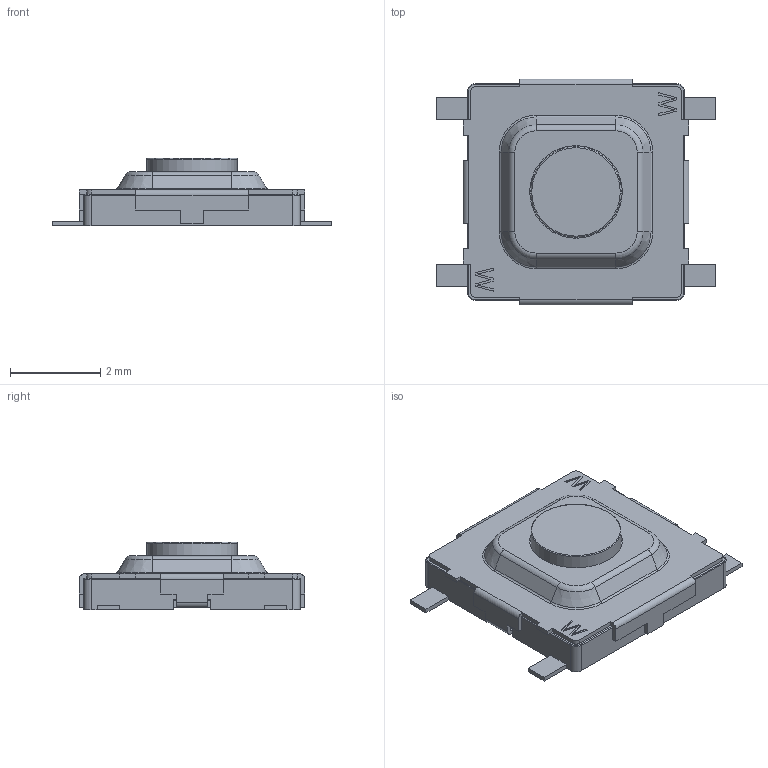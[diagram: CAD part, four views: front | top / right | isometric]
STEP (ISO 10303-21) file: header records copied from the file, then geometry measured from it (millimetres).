
FILE_DESCRIPTION(/* description */ ('Unknown'),/* implementation_level */ '2;1');
FILE_NAME(/* name */ '4311x10158x6',/* time_stamp */ '2021-06-09T20:17:40+02:00',/* author */ ('Unknown'),/* organization */ ('Unknown'),/* preprocessor_version */ 'ST-DEVELOPER v16.7',/* originating_system */ 'Solid Edge',/* authorisation */ 'Unknown');
FILE_SCHEMA (('AUTOMOTIVE_DESIGN {1 0 10303 214 3 1 1}'));
Length unit declared in the file: millimetre
Products named in the file (4): 4311x10158x6; frame; cover; pins
Assembly tree (3 placements, depth 2):
  4311x10158x6
    frame
    cover
    pins
Bounding box: 6.2 x 5 x 1.5 mm (x, y, z)
Volume: 20.9 mm3; surface area: 129 mm2
Topology: 6 solids, 6 shells, 240 faces, 617 edges, 394 vertices
Faces by surface type: plane 153, cylinder 48, torus 21, bspline 10, cone 8
Full cylindrical faces by diameter (mm): 2 x1, 2.05 x1
Entity records: 8588 total; most frequent: CARTESIAN_POINT 1556, ORIENTED_EDGE 1226, DIRECTION 1162, EDGE_CURVE 613, LINE 428, VECTOR 428, VERTEX_POINT 393, AXIS2_PLACEMENT_3D 367
